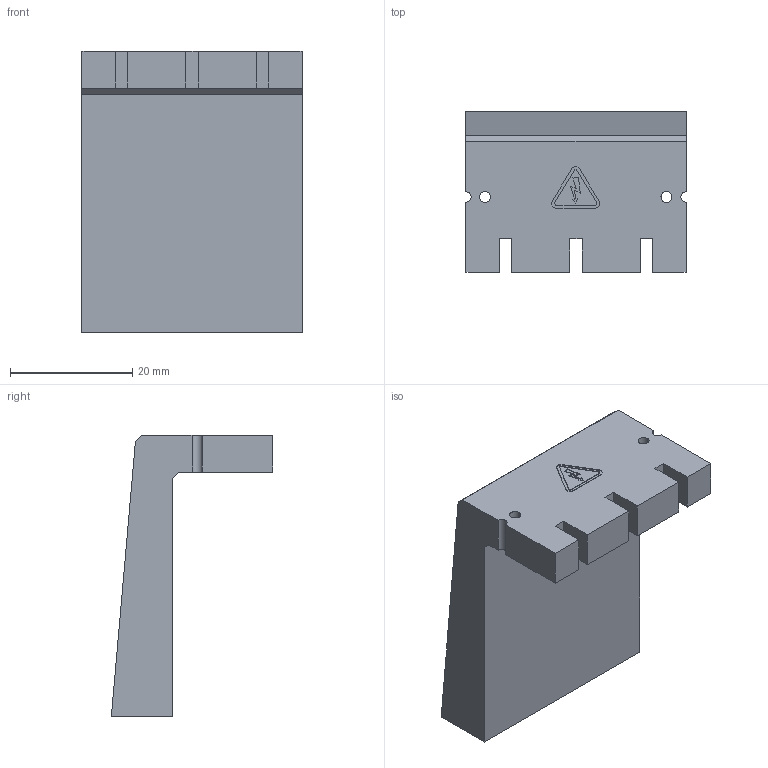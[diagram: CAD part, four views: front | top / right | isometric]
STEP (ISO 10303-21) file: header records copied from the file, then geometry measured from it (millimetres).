
FILE_DESCRIPTION((''),'2;1');
FILE_NAME('3d_GAX83.stp','2012-10-03T11:02:16',(''),(''),'Mechanical Desktop 2011','Mechanical Desktop 2011',', , ');
FILE_SCHEMA(('CONFIG_CONTROL_DESIGN'));
Length unit declared in the file: millimetre
Products named in the file (1): Product
Bounding box: 36 x 26.4 x 46 mm (x, y, z)
Volume: 16529.7 mm3; surface area: 6170.2 mm2
Topology: 1 solids, 1 shells, 74 faces, 209 edges, 140 vertices
Faces by surface type: plane 65, cylinder 6, bspline 3
Entity records: 2466 total; most frequent: CARTESIAN_POINT 433, ORIENTED_EDGE 418, DIRECTION 367, EDGE_CURVE 209, VECTOR 195, LINE 195, VERTEX_POINT 140, AXIS2_PLACEMENT_3D 86
